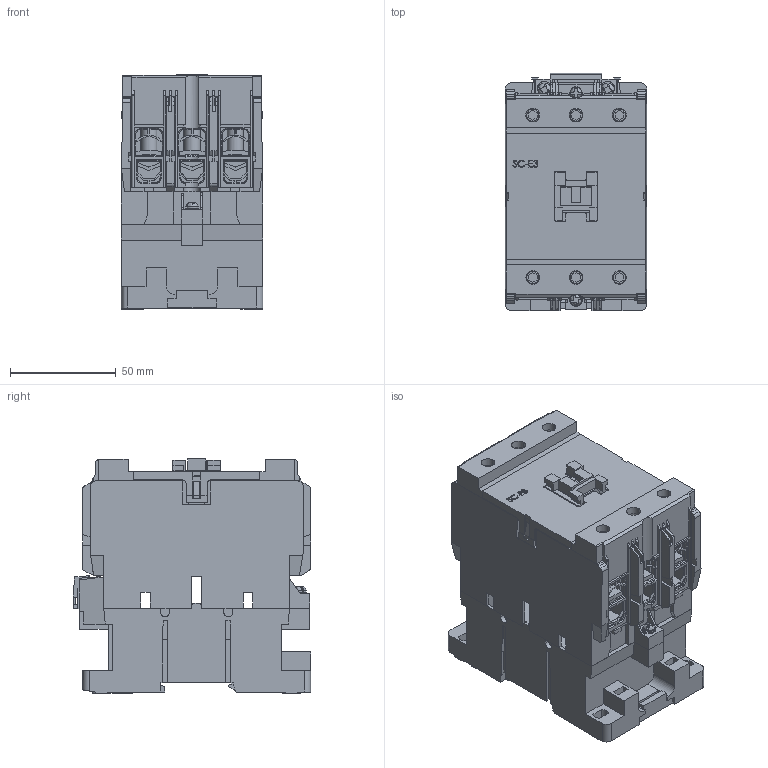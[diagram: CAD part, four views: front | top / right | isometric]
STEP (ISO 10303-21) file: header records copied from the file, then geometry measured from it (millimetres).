
FILE_DESCRIPTION (( 'STEP AP214' ), '1' );
FILE_NAME ('SC-E3-220VAC.step', '2016-04-18T19:07:18', ( '' ), ( '' ), 'SwSTEP 2.0', 'SolidWorks 2015', '' );
FILE_SCHEMA (( 'AUTOMOTIVE_DESIGN' ));
Length unit declared in the file: inch
Products named in the file (3): SC-E3-UPPER; SC-E3-LOWER CASE; SC-E3-220VAC
Assembly tree (2 placements, depth 2):
  SC-E3-220VAC
    SC-E3-LOWER CASE
    SC-E3-UPPER
Bounding box: 67 x 112.4 x 111 mm (x, y, z)
Volume: 330809.4 mm3; surface area: 185415.3 mm2
Topology: 38 solids, 38 shells, 2696 faces, 7718 edges, 5088 vertices
Faces by surface type: plane 2150, cylinder 428, cone 72, bspline 46
Entity records: 125591 total; most frequent: CARTESIAN_POINT 19128, ORIENTED_EDGE 15436, DIRECTION 13703, EDGE_CURVE 7718, VECTOR 6441, LINE 6441, VERTEX_POINT 5088, AXIS2_PLACEMENT_3D 3631
